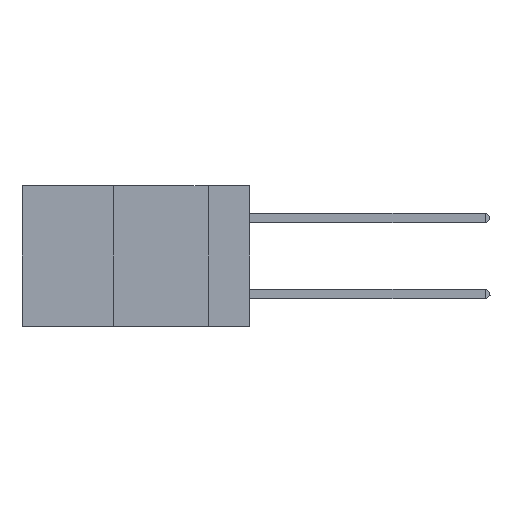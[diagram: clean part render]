
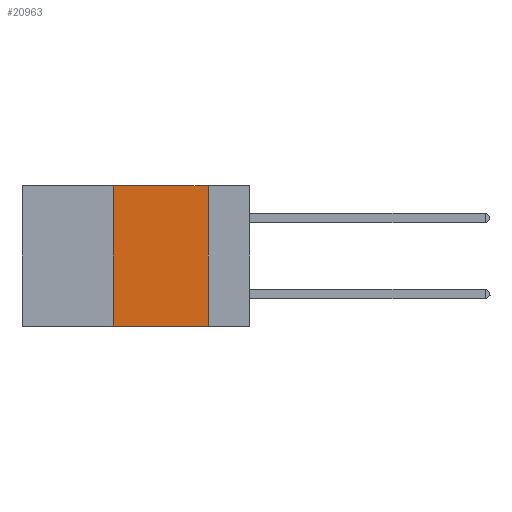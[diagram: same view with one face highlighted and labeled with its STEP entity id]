
A CAD part, left-side view. The second image highlights one B-rep face of the part: STEP entity #20963.
In plain terms, the highlighted planar face has unit normal (-1, 0, 0).
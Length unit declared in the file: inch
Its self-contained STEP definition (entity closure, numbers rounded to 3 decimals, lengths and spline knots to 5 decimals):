
#260 = LINE ( 'NONE', #8270, #18356 ) ;
#548 = VERTEX_POINT ( 'NONE', #4976 ) ;
#678 = CARTESIAN_POINT ( 'NONE',  ( 0., 0.36, 0. ) ) ;
#770 = DIRECTION ( 'NONE',  ( 0., -1., 0. ) ) ;
#945 = DIRECTION ( 'NONE',  ( 1., 0., 0. ) ) ;
#1858 = VECTOR ( 'NONE', #22183, 39.37008 ) ;
#2664 = LINE ( 'NONE', #14472, #1858 ) ;
#4240 = CARTESIAN_POINT ( 'NONE',  ( 0., 0.6, 0. ) ) ;
#4298 = FACE_OUTER_BOUND ( 'NONE', #14619, .T. ) ;
#4332 = VERTEX_POINT ( 'NONE', #24064 ) ;
#4976 = CARTESIAN_POINT ( 'NONE',  ( 0., 0.11, 0. ) ) ;
#5923 = DIRECTION ( 'NONE',  ( 0., 0., -1. ) ) ;
#8270 = CARTESIAN_POINT ( 'NONE',  ( 0., 0.6, -0.37 ) ) ;
#8677 = CARTESIAN_POINT ( 'NONE',  ( 0., 0.36, -0.37 ) ) ;
#8849 = DIRECTION ( 'NONE',  ( 0., 0., 1. ) ) ;
#12345 = VECTOR ( 'NONE', #8849, 39.37008 ) ;
#12706 = LINE ( 'NONE', #16667, #12345 ) ;
#13463 = VERTEX_POINT ( 'NONE', #8677 ) ;
#13937 = DIRECTION ( 'NONE',  ( 0., -1., 0. ) ) ;
#14472 = CARTESIAN_POINT ( 'NONE',  ( 0., 0.11, 0. ) ) ;
#14619 = EDGE_LOOP ( 'NONE', ( #21814, #30185, #15898, #32421 ) ) ;
#15607 = PLANE ( 'NONE',  #26232 ) ;
#15643 = VERTEX_POINT ( 'NONE', #678 ) ;
#15898 = ORIENTED_EDGE ( 'NONE', *, *, #31276, .F. ) ;
#16667 = CARTESIAN_POINT ( 'NONE',  ( 0., 0.36, 0. ) ) ;
#17115 = EDGE_CURVE ( 'NONE', #15643, #548, #27672, .T. ) ;
#18356 = VECTOR ( 'NONE', #770, 39.37008 ) ;
#18593 = CARTESIAN_POINT ( 'NONE',  ( 0., 0.6, 0. ) ) ;
#20963 = ADVANCED_FACE ( 'NONE', ( #4298 ), #15607, .F. ) ;
#21814 = ORIENTED_EDGE ( 'NONE', *, *, #26148, .F. ) ;
#22183 = DIRECTION ( 'NONE',  ( 0., 0., -1. ) ) ;
#22604 = VECTOR ( 'NONE', #13937, 39.37008 ) ;
#23816 = EDGE_CURVE ( 'NONE', #13463, #4332, #260, .T. ) ;
#24064 = CARTESIAN_POINT ( 'NONE',  ( 0., 0.11, -0.37 ) ) ;
#26148 = EDGE_CURVE ( 'NONE', #548, #4332, #2664, .T. ) ;
#26232 = AXIS2_PLACEMENT_3D ( 'NONE', #18593, #945, #5923 ) ;
#27672 = LINE ( 'NONE', #4240, #22604 ) ;
#30185 = ORIENTED_EDGE ( 'NONE', *, *, #17115, .F. ) ;
#31276 = EDGE_CURVE ( 'NONE', #13463, #15643, #12706, .T. ) ;
#32421 = ORIENTED_EDGE ( 'NONE', *, *, #23816, .T. ) ;
